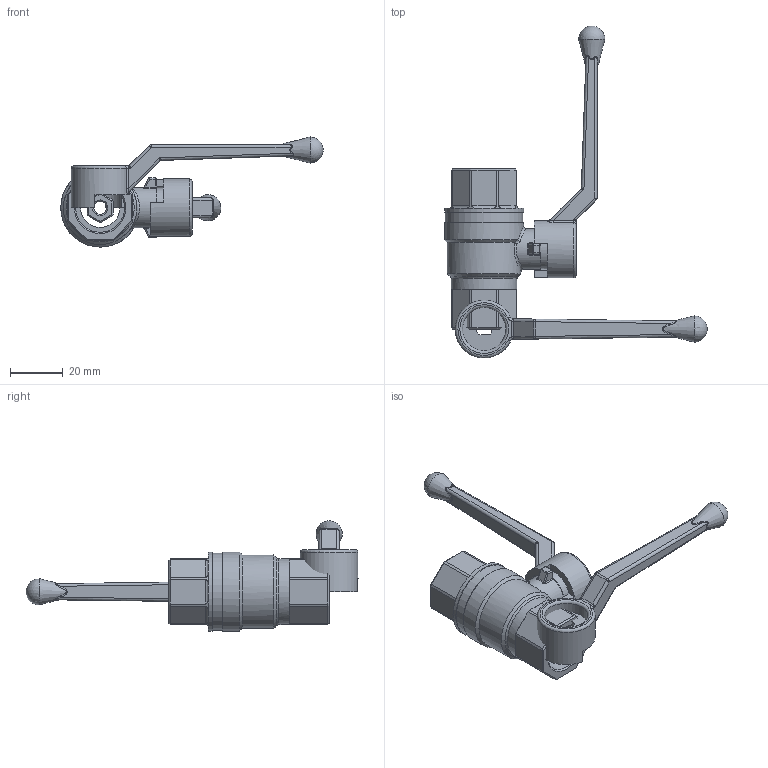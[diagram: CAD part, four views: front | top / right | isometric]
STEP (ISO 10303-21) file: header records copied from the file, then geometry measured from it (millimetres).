
FILE_DESCRIPTION( ( 'Unknown' ), '1' );
FILE_NAME( '2.280.015.stp', 'Unknown', ( 'Unknown' ), ( 'Unknown' ), 'PSStep 13.0', 'Unknown', ' ' );
FILE_SCHEMA( ( 'AUTOMOTIVE_DESIGN { 1 0 10303 214 1 1 1 1 }' ) );
Length unit declared in the file: millimetre
Products named in the file (4): Assem1; Alu-Hebel 1_4 - 1_2; M6-niedrig; 2.280.015
Bounding box: 99.96 x 126.46 x 42 mm (x, y, z)
Volume: 62393.1 mm3; surface area: 28567.7 mm2
Topology: 6 solids, 6 shells, 522 faces, 1258 edges, 730 vertices
Faces by surface type: plane 280, cylinder 122, bspline 62, sphere 22, torus 18, cone 18
Full cylindrical faces by diameter (mm): 4.917 x2, 15 x4, 15.5 x2, 16.5 x4, 18.631 x4, 22 x2, 25 x2, 28 x2, 29.5 x2, 30 x4
Entity records: 12763 total; most frequent: CARTESIAN_POINT 4966, DIRECTION 1168, ORIENTED_EDGE 1152, EDGE_CURVE 576, AXIS2_PLACEMENT_3D 418, VERTEX_POINT 350, LINE 332, VECTOR 332
